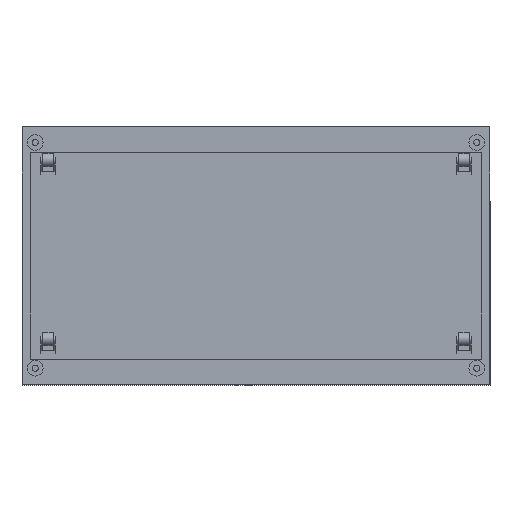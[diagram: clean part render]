
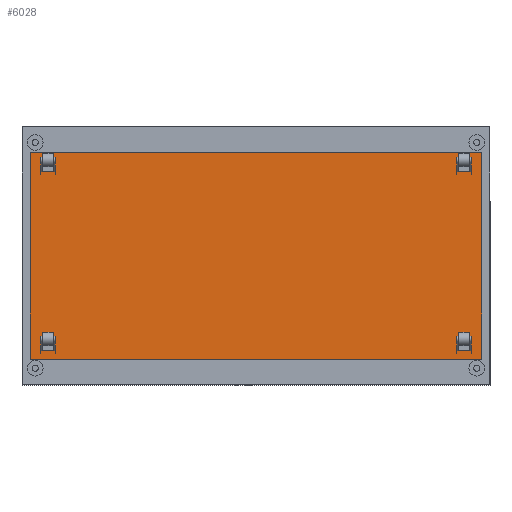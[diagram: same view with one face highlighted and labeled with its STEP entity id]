
A CAD part, front view. The second image highlights one B-rep face of the part: STEP entity #6028.
In plain terms, the highlighted planar face has unit normal (0, -1, 0).
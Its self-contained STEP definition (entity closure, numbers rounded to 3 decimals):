
#214 = VERTEX_POINT ( 'NONE', #6513 ) ;
#664 = VERTEX_POINT ( 'NONE', #10780 ) ;
#962 = DIRECTION ( 'NONE',  ( 0., 0., 1. ) ) ;
#1153 = EDGE_CURVE ( 'NONE', #9971, #664, #2927, .T. ) ;
#2217 = ORIENTED_EDGE ( 'NONE', *, *, #9919, .T. ) ;
#2218 = VECTOR ( 'NONE', #962, 1000. ) ;
#2881 = LINE ( 'NONE', #7172, #2218 ) ;
#2927 = LINE ( 'NONE', #7933, #10689 ) ;
#3207 = FACE_OUTER_BOUND ( 'NONE', #11508, .T. ) ;
#3327 = CARTESIAN_POINT ( 'NONE',  ( 0., -325.3, 0. ) ) ;
#4059 = VERTEX_POINT ( 'NONE', #9666 ) ;
#4214 = PLANE ( 'NONE',  #4317 ) ;
#4317 = AXIS2_PLACEMENT_3D ( 'NONE', #3327, #10531, #5177 ) ;
#4466 = CARTESIAN_POINT ( 'NONE',  ( -578.8, -325.3, -265.05 ) ) ;
#5177 = DIRECTION ( 'NONE',  ( 0., 0., -1. ) ) ;
#5465 = DIRECTION ( 'NONE',  ( 0., 0., -1. ) ) ;
#5543 = DIRECTION ( 'NONE',  ( 1., 0., 0. ) ) ;
#5618 = VECTOR ( 'NONE', #5543, 1000. ) ;
#5889 = LINE ( 'NONE', #4466, #5618 ) ;
#6028 = ADVANCED_FACE ( 'NONE', ( #3207 ), #4214, .T. ) ;
#6513 = CARTESIAN_POINT ( 'NONE',  ( 578.8, -325.3, 265.05 ) ) ;
#7172 = CARTESIAN_POINT ( 'NONE',  ( 578.8, -325.3, 265.05 ) ) ;
#7933 = CARTESIAN_POINT ( 'NONE',  ( -578.8, -325.3, 265.05 ) ) ;
#8041 = ORIENTED_EDGE ( 'NONE', *, *, #9954, .T. ) ;
#8148 = CARTESIAN_POINT ( 'NONE',  ( -578.8, -325.3, 265.05 ) ) ;
#8827 = VECTOR ( 'NONE', #11439, 1000. ) ;
#9216 = ORIENTED_EDGE ( 'NONE', *, *, #1153, .T. ) ;
#9582 = ORIENTED_EDGE ( 'NONE', *, *, #10034, .T. ) ;
#9666 = CARTESIAN_POINT ( 'NONE',  ( 578.8, -325.3, -265.05 ) ) ;
#9723 = CARTESIAN_POINT ( 'NONE',  ( -578.8, -325.3, 265.05 ) ) ;
#9919 = EDGE_CURVE ( 'NONE', #214, #9971, #10374, .T. ) ;
#9954 = EDGE_CURVE ( 'NONE', #664, #4059, #5889, .T. ) ;
#9971 = VERTEX_POINT ( 'NONE', #8148 ) ;
#10034 = EDGE_CURVE ( 'NONE', #4059, #214, #2881, .T. ) ;
#10374 = LINE ( 'NONE', #9723, #8827 ) ;
#10531 = DIRECTION ( 'NONE',  ( 0., -1., 0. ) ) ;
#10689 = VECTOR ( 'NONE', #5465, 1000. ) ;
#10780 = CARTESIAN_POINT ( 'NONE',  ( -578.8, -325.3, -265.05 ) ) ;
#11439 = DIRECTION ( 'NONE',  ( -1., 0., 0. ) ) ;
#11508 = EDGE_LOOP ( 'NONE', ( #9582, #2217, #9216, #8041 ) ) ;
